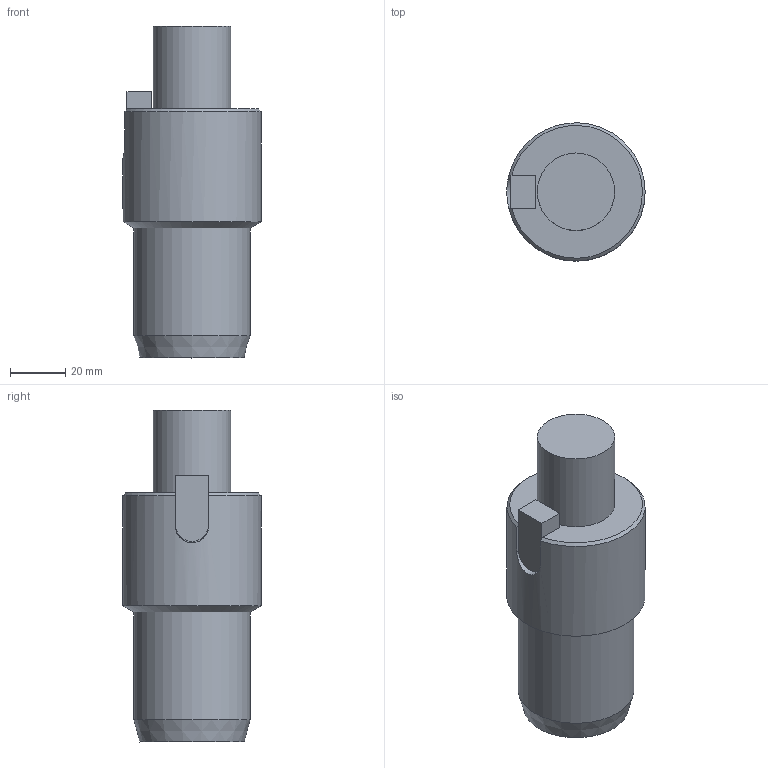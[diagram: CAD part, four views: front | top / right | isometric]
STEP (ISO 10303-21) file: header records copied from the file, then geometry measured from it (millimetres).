
FILE_DESCRIPTION(/* description */ (''),/* implementation_level */ '2;1');
FILE_NAME(/* name */ 'G5-HC20-090_Basic.stp',/* time_stamp */ '2022-04-13T13:33:41+05:00',/* author */ (''),/* organization */ (''),/* preprocessor_version */ 'ST-DEVELOPER v16.7',/* originating_system */ 'SIEMENS PLM Software NX 12.0',/* authorisation */ '');
FILE_SCHEMA (('AUTOMOTIVE_DESIGN { 1 0 10303 214 3 1 1 1 }'));
Length unit declared in the file: millimetre
Products named in the file (1): inpu8D40A81B6a45
Bounding box: 50 x 50 x 120 mm (x, y, z)
Volume: 150199.1 mm3; surface area: 23580.4 mm2
Topology: 2 solids, 2 shells, 21 faces, 45 edges, 33 vertices
Faces by surface type: plane 12, cylinder 6, cone 3
Full cylindrical faces by diameter (mm): 20 x1, 28 x1, 42 x1, 50 x1
Entity records: 598 total; most frequent: CARTESIAN_POINT 104, DIRECTION 95, ORIENTED_EDGE 70, AXIS2_PLACEMENT_3D 38, EDGE_CURVE 35, EDGE_LOOP 29, VERTEX_POINT 26, ADVANCED_FACE 21
